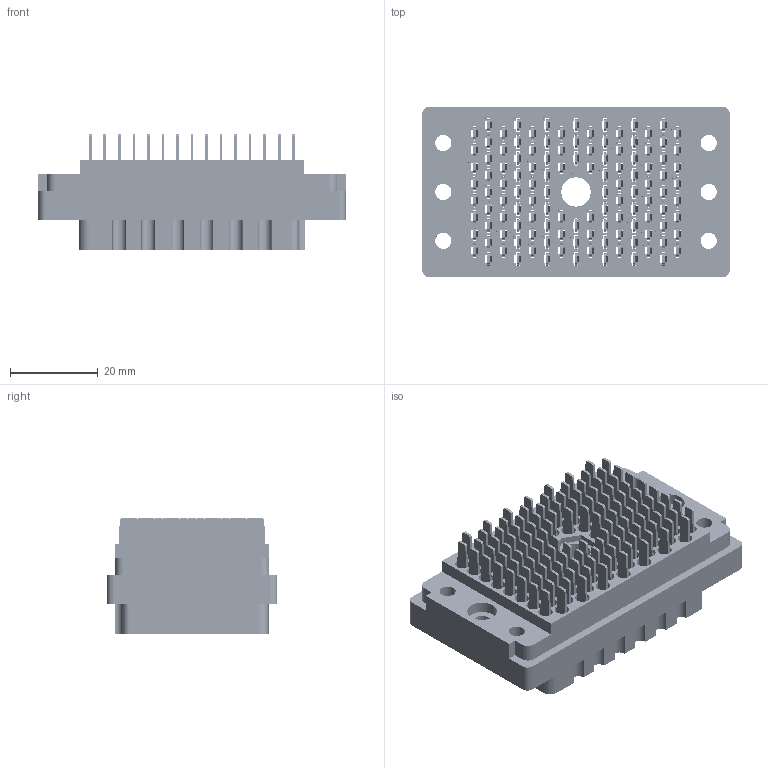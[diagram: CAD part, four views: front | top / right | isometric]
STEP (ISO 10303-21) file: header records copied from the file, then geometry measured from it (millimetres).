
FILE_DESCRIPTION (( 'STEP AP203' ), '1' );
FILE_NAME ('516-120-501-200.STEP', '2020-09-08T18:43:21', ( '' ), ( '' ), 'SwSTEP 2.0', 'SolidWorks 2020', '' );
FILE_SCHEMA (( 'CONFIG_CONTROL_DESIGN' ));
Length unit declared in the file: inch
Products named in the file (3): 516-292-001_501 Contact; 516 Part Receptacle_120; 516-120-501-200
Assembly tree (121 placements, depth 2):
  516-120-501-200
    516 Part Receptacle_120
    516-292-001_501 Contact  x120
Bounding box: 69.85 x 38.73 x 26.21 mm (x, y, z)
Volume: 29399.4 mm3; surface area: 59958.2 mm2
Topology: 121 solids, 121 shells, 11126 faces, 32360 edges, 21492 vertices
Faces by surface type: plane 6711, cylinder 3693, bspline 720, cone 2
Entity records: 90634 total; most frequent: CARTESIAN_POINT 15645, ORIENTED_EDGE 15216, DIRECTION 14834, EDGE_CURVE 7608, VECTOR 5666, LINE 5666, VERTEX_POINT 5070, AXIS2_PLACEMENT_3D 4584
